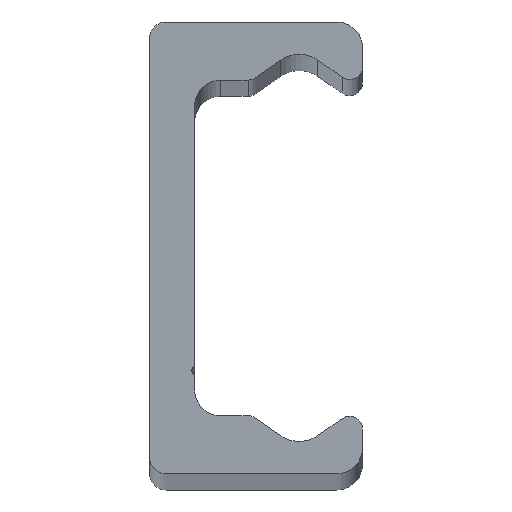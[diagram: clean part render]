
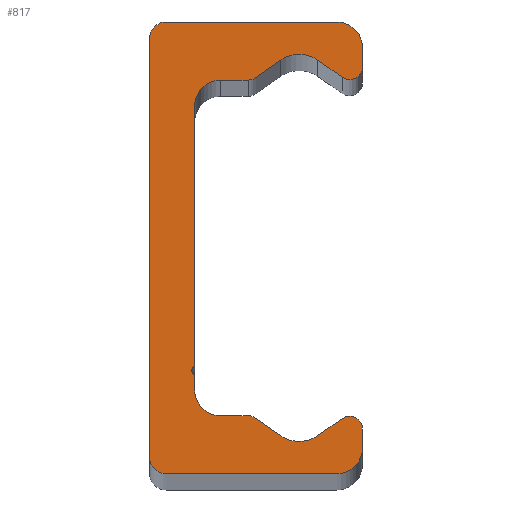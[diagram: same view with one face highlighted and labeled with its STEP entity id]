
A CAD part, top view. The second image highlights one B-rep face of the part: STEP entity #817.
In plain terms, the highlighted planar face has unit normal (0, 0, 1).
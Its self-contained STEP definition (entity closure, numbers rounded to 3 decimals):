
#34=VECTOR('',#1009,1.);
#39=VECTOR('',#1021,1.);
#43=VECTOR('',#1032,1.);
#47=VECTOR('',#1043,1.);
#51=VECTOR('',#1054,1.);
#55=VECTOR('',#1065,1.);
#59=VECTOR('',#1076,1.);
#63=VECTOR('',#1087,1.);
#67=VECTOR('',#1098,1.);
#71=VECTOR('',#1109,1.);
#75=VECTOR('',#1120,1.);
#79=VECTOR('',#1131,1.);
#83=VECTOR('',#1142,1.);
#86=LINE('',#1226,#34);
#91=LINE('',#1241,#39);
#95=LINE('',#1253,#43);
#99=LINE('',#1265,#47);
#103=LINE('',#1277,#51);
#107=LINE('',#1289,#55);
#111=LINE('',#1301,#59);
#115=LINE('',#1313,#63);
#119=LINE('',#1325,#67);
#123=LINE('',#1337,#71);
#127=LINE('',#1349,#75);
#131=LINE('',#1361,#79);
#135=LINE('',#1373,#83);
#151=PLANE('',#916);
#189=VERTEX_POINT('',#1227);
#190=VERTEX_POINT('',#1228);
#193=VERTEX_POINT('',#1236);
#195=VERTEX_POINT('',#1242);
#197=VERTEX_POINT('',#1248);
#199=VERTEX_POINT('',#1254);
#201=VERTEX_POINT('',#1260);
#203=VERTEX_POINT('',#1266);
#205=VERTEX_POINT('',#1272);
#207=VERTEX_POINT('',#1278);
#209=VERTEX_POINT('',#1284);
#211=VERTEX_POINT('',#1290);
#213=VERTEX_POINT('',#1296);
#215=VERTEX_POINT('',#1302);
#217=VERTEX_POINT('',#1308);
#219=VERTEX_POINT('',#1314);
#221=VERTEX_POINT('',#1320);
#223=VERTEX_POINT('',#1326);
#225=VERTEX_POINT('',#1332);
#227=VERTEX_POINT('',#1338);
#229=VERTEX_POINT('',#1344);
#231=VERTEX_POINT('',#1350);
#233=VERTEX_POINT('',#1356);
#235=VERTEX_POINT('',#1362);
#237=VERTEX_POINT('',#1368);
#239=VERTEX_POINT('',#1374);
#268=CIRCLE('',#866,2.);
#270=CIRCLE('',#870,1.);
#272=CIRCLE('',#874,2.5);
#274=CIRCLE('',#878,1.);
#276=CIRCLE('',#882,2.);
#278=CIRCLE('',#886,0.5);
#280=CIRCLE('',#890,2.);
#282=CIRCLE('',#894,1.);
#284=CIRCLE('',#898,2.5);
#286=CIRCLE('',#902,1.);
#288=CIRCLE('',#906,2.);
#290=CIRCLE('',#910,1.3);
#292=CIRCLE('',#914,1.3);
#321=EDGE_CURVE('',#189,#190,#86,.T.);
#325=EDGE_CURVE('',#190,#193,#268,.T.);
#328=EDGE_CURVE('',#193,#195,#91,.T.);
#331=EDGE_CURVE('',#195,#197,#270,.T.);
#334=EDGE_CURVE('',#197,#199,#95,.T.);
#337=EDGE_CURVE('',#199,#201,#272,.T.);
#340=EDGE_CURVE('',#201,#203,#99,.T.);
#343=EDGE_CURVE('',#203,#205,#274,.T.);
#346=EDGE_CURVE('',#205,#207,#103,.T.);
#349=EDGE_CURVE('',#207,#209,#276,.T.);
#352=EDGE_CURVE('',#209,#211,#107,.T.);
#355=EDGE_CURVE('',#211,#213,#278,.T.);
#358=EDGE_CURVE('',#213,#215,#111,.T.);
#361=EDGE_CURVE('',#215,#217,#280,.T.);
#364=EDGE_CURVE('',#217,#219,#115,.T.);
#367=EDGE_CURVE('',#219,#221,#282,.T.);
#370=EDGE_CURVE('',#221,#223,#119,.T.);
#373=EDGE_CURVE('',#223,#225,#284,.T.);
#376=EDGE_CURVE('',#225,#227,#123,.T.);
#379=EDGE_CURVE('',#227,#229,#286,.T.);
#382=EDGE_CURVE('',#229,#231,#127,.T.);
#385=EDGE_CURVE('',#231,#233,#288,.T.);
#388=EDGE_CURVE('',#233,#235,#131,.T.);
#391=EDGE_CURVE('',#235,#237,#290,.T.);
#394=EDGE_CURVE('',#237,#239,#135,.T.);
#397=EDGE_CURVE('',#239,#189,#292,.T.);
#557=ORIENTED_EDGE('',*,*,#321,.F.);
#558=ORIENTED_EDGE('',*,*,#397,.F.);
#559=ORIENTED_EDGE('',*,*,#394,.F.);
#560=ORIENTED_EDGE('',*,*,#391,.F.);
#561=ORIENTED_EDGE('',*,*,#388,.F.);
#562=ORIENTED_EDGE('',*,*,#385,.F.);
#563=ORIENTED_EDGE('',*,*,#382,.F.);
#564=ORIENTED_EDGE('',*,*,#379,.F.);
#565=ORIENTED_EDGE('',*,*,#376,.F.);
#566=ORIENTED_EDGE('',*,*,#373,.F.);
#567=ORIENTED_EDGE('',*,*,#370,.F.);
#568=ORIENTED_EDGE('',*,*,#367,.F.);
#569=ORIENTED_EDGE('',*,*,#364,.F.);
#570=ORIENTED_EDGE('',*,*,#361,.F.);
#571=ORIENTED_EDGE('',*,*,#358,.F.);
#572=ORIENTED_EDGE('',*,*,#355,.F.);
#573=ORIENTED_EDGE('',*,*,#352,.F.);
#574=ORIENTED_EDGE('',*,*,#349,.F.);
#575=ORIENTED_EDGE('',*,*,#346,.F.);
#576=ORIENTED_EDGE('',*,*,#343,.F.);
#577=ORIENTED_EDGE('',*,*,#340,.F.);
#578=ORIENTED_EDGE('',*,*,#337,.F.);
#579=ORIENTED_EDGE('',*,*,#334,.F.);
#580=ORIENTED_EDGE('',*,*,#331,.F.);
#581=ORIENTED_EDGE('',*,*,#328,.F.);
#582=ORIENTED_EDGE('',*,*,#325,.F.);
#689=EDGE_LOOP('',(#557,#558,#559,#560,#561,#562,#563,#564,#565,#566,#567,
#568,#569,#570,#571,#572,#573,#574,#575,#576,#577,#578,#579,#580,#581,#582));
#771=FACE_BOUND('',#689,.T.);
#817=ADVANCED_FACE('',(#771),#151,.T.);
#866=AXIS2_PLACEMENT_3D('',#1235,#1015,#1016);
#870=AXIS2_PLACEMENT_3D('',#1247,#1026,#1027);
#874=AXIS2_PLACEMENT_3D('',#1259,#1037,#1038);
#878=AXIS2_PLACEMENT_3D('',#1271,#1048,#1049);
#882=AXIS2_PLACEMENT_3D('',#1283,#1059,#1060);
#886=AXIS2_PLACEMENT_3D('',#1295,#1070,#1071);
#890=AXIS2_PLACEMENT_3D('',#1307,#1081,#1082);
#894=AXIS2_PLACEMENT_3D('',#1319,#1092,#1093);
#898=AXIS2_PLACEMENT_3D('',#1331,#1103,#1104);
#902=AXIS2_PLACEMENT_3D('',#1343,#1114,#1115);
#906=AXIS2_PLACEMENT_3D('',#1355,#1125,#1126);
#910=AXIS2_PLACEMENT_3D('',#1367,#1136,#1137);
#914=AXIS2_PLACEMENT_3D('',#1379,#1147,#1148);
#916=AXIS2_PLACEMENT_3D('',#1381,#1151,$);
#1009=DIRECTION('',(1.,0.,0.));
#1015=DIRECTION('',(0.,0.,-1.));
#1016=DIRECTION('',(2.,0.,0.));
#1021=DIRECTION('',(0.,-1.,0.));
#1026=DIRECTION('',(0.,0.,-1.));
#1027=DIRECTION('',(1.,0.,0.));
#1032=DIRECTION('',(-0.819,0.574,0.));
#1037=DIRECTION('',(0.,0.,1.));
#1038=DIRECTION('',(2.5,0.,0.));
#1043=DIRECTION('',(-0.819,-0.574,0.));
#1048=DIRECTION('',(0.,0.,-1.));
#1049=DIRECTION('',(1.,0.,0.));
#1054=DIRECTION('',(-1.,0.,0.));
#1059=DIRECTION('',(0.,0.,1.));
#1060=DIRECTION('',(2.,0.,0.));
#1065=DIRECTION('',(0.,-1.,0.));
#1070=DIRECTION('',(0.,0.,1.));
#1071=DIRECTION('',(0.5,0.,0.));
#1076=DIRECTION('',(0.,-1.,0.));
#1081=DIRECTION('',(0.,0.,1.));
#1082=DIRECTION('',(2.,0.,0.));
#1087=DIRECTION('',(1.,0.,0.));
#1092=DIRECTION('',(0.,0.,-1.));
#1093=DIRECTION('',(1.,0.,0.));
#1098=DIRECTION('',(0.819,-0.574,0.));
#1103=DIRECTION('',(0.,0.,1.));
#1104=DIRECTION('',(2.5,0.,0.));
#1109=DIRECTION('',(0.819,0.574,0.));
#1114=DIRECTION('',(0.,0.,-1.));
#1115=DIRECTION('',(1.,0.,0.));
#1120=DIRECTION('',(0.,-1.,0.));
#1125=DIRECTION('',(0.,0.,-1.));
#1126=DIRECTION('',(2.,0.,0.));
#1131=DIRECTION('',(-1.,0.,0.));
#1136=DIRECTION('',(0.,0.,-1.));
#1137=DIRECTION('',(1.3,0.,0.));
#1142=DIRECTION('',(0.,1.,0.));
#1147=DIRECTION('',(0.,0.,-1.));
#1148=DIRECTION('',(1.3,0.,0.));
#1151=DIRECTION('',(0.,0.,1.));
#1226=CARTESIAN_POINT('',(14.5,17.5,720.));
#1227=CARTESIAN_POINT('',(1.3,17.5,720.));
#1228=CARTESIAN_POINT('',(14.5,17.5,720.));
#1235=CARTESIAN_POINT('',(14.5,15.5,720.));
#1236=CARTESIAN_POINT('',(16.5,15.5,720.));
#1241=CARTESIAN_POINT('',(16.5,14.042,720.));
#1242=CARTESIAN_POINT('',(16.5,14.042,720.));
#1247=CARTESIAN_POINT('',(15.5,14.042,720.));
#1248=CARTESIAN_POINT('',(14.926,13.223,720.));
#1253=CARTESIAN_POINT('',(13.034,14.548,720.));
#1254=CARTESIAN_POINT('',(13.034,14.548,720.));
#1259=CARTESIAN_POINT('',(11.6,12.5,720.));
#1260=CARTESIAN_POINT('',(10.166,14.548,720.));
#1265=CARTESIAN_POINT('',(8.214,13.181,720.));
#1266=CARTESIAN_POINT('',(8.214,13.181,720.));
#1271=CARTESIAN_POINT('',(7.64,14.,720.));
#1272=CARTESIAN_POINT('',(7.64,13.,720.));
#1277=CARTESIAN_POINT('',(5.5,13.,720.));
#1278=CARTESIAN_POINT('',(5.5,13.,720.));
#1283=CARTESIAN_POINT('',(5.5,11.,720.));
#1284=CARTESIAN_POINT('',(3.5,11.,720.));
#1289=CARTESIAN_POINT('',(3.5,-9.067,720.));
#1290=CARTESIAN_POINT('',(3.5,-9.067,720.));
#1295=CARTESIAN_POINT('',(3.75,-9.5,720.));
#1296=CARTESIAN_POINT('',(3.5,-9.933,720.));
#1301=CARTESIAN_POINT('',(3.5,-11.,720.));
#1302=CARTESIAN_POINT('',(3.5,-11.,720.));
#1307=CARTESIAN_POINT('',(5.5,-11.,720.));
#1308=CARTESIAN_POINT('',(5.5,-13.,720.));
#1313=CARTESIAN_POINT('',(7.64,-13.,720.));
#1314=CARTESIAN_POINT('',(7.64,-13.,720.));
#1319=CARTESIAN_POINT('',(7.64,-14.,720.));
#1320=CARTESIAN_POINT('',(8.214,-13.181,720.));
#1325=CARTESIAN_POINT('',(10.166,-14.548,720.));
#1326=CARTESIAN_POINT('',(10.166,-14.548,720.));
#1331=CARTESIAN_POINT('',(11.6,-12.5,720.));
#1332=CARTESIAN_POINT('',(13.034,-14.548,720.));
#1337=CARTESIAN_POINT('',(14.926,-13.223,720.));
#1338=CARTESIAN_POINT('',(14.926,-13.223,720.));
#1343=CARTESIAN_POINT('',(15.5,-14.042,720.));
#1344=CARTESIAN_POINT('',(16.5,-14.042,720.));
#1349=CARTESIAN_POINT('',(16.5,-15.5,720.));
#1350=CARTESIAN_POINT('',(16.5,-15.5,720.));
#1355=CARTESIAN_POINT('',(14.5,-15.5,720.));
#1356=CARTESIAN_POINT('',(14.5,-17.5,720.));
#1361=CARTESIAN_POINT('',(1.3,-17.5,720.));
#1362=CARTESIAN_POINT('',(1.3,-17.5,720.));
#1367=CARTESIAN_POINT('',(1.3,-16.2,720.));
#1368=CARTESIAN_POINT('',(0.,-16.2,720.));
#1373=CARTESIAN_POINT('',(0.,16.2,720.));
#1374=CARTESIAN_POINT('',(0.,16.2,720.));
#1379=CARTESIAN_POINT('',(1.3,16.2,720.));
#1381=CARTESIAN_POINT('',(5.942,-0.014,720.));
